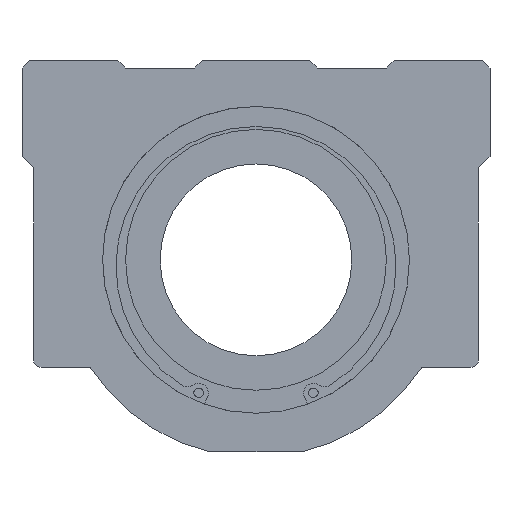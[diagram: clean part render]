
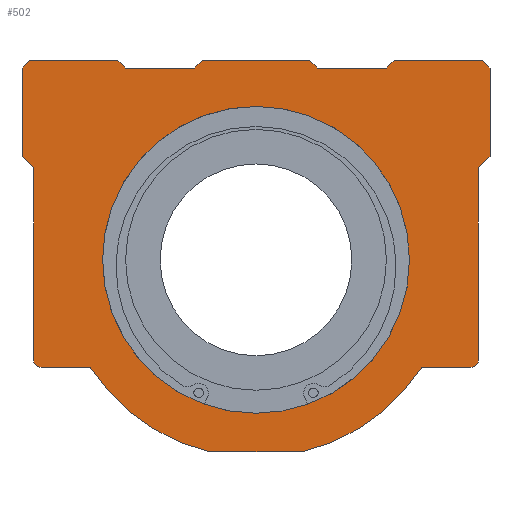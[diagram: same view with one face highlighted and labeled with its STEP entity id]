
A CAD part, left-side view. The second image highlights one B-rep face of the part: STEP entity #502.
In plain terms, the highlighted planar face has unit normal (-1, 0, 0).
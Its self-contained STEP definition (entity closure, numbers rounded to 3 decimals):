
#236=CIRCLE('',#4316,40.);
#239=CIRCLE('',#4327,2.);
#246=CIRCLE('',#4337,2.);
#247=CIRCLE('',#4339,51.5);
#248=CIRCLE('',#4340,51.5);
#502=ADVANCED_FACE('',(#882,#883),#722,.F.);
#722=PLANE('',#4341);
#882=FACE_BOUND('',#1018,.T.);
#883=FACE_BOUND('',#1019,.T.);
#1018=EDGE_LOOP('',(#2195,#2196,#2197,#2198,#2199,#2200,#2201,#2202,#2203,
#2204,#2205,#2206,#2207,#2208,#2209,#2210,#2211,#2212,#2213,#2214,#2215,
#2216,#2217,#2218));
#1019=EDGE_LOOP('',(#2219));
#1274=LINE('',#5525,#1566);
#1308=LINE('',#5996,#1600);
#1351=LINE('',#6349,#1643);
#1357=LINE('',#6363,#1649);
#1360=LINE('',#6368,#1652);
#1363=LINE('',#6374,#1655);
#1364=LINE('',#6376,#1656);
#1370=LINE('',#6392,#1662);
#1384=LINE('',#6434,#1676);
#1385=LINE('',#6438,#1677);
#1386=LINE('',#6439,#1678);
#1387=LINE('',#6441,#1679);
#1388=LINE('',#6443,#1680);
#1389=LINE('',#6445,#1681);
#1390=LINE('',#6447,#1682);
#1391=LINE('',#6448,#1683);
#1392=LINE('',#6450,#1684);
#1393=LINE('',#6452,#1685);
#1394=LINE('',#6454,#1686);
#1395=LINE('',#6456,#1687);
#1566=VECTOR('',#4518,1.);
#1600=VECTOR('',#4554,1.);
#1643=VECTOR('',#4717,1.);
#1649=VECTOR('',#4725,1.);
#1652=VECTOR('',#4730,1.);
#1655=VECTOR('',#4735,1.);
#1656=VECTOR('',#4738,1.);
#1662=VECTOR('',#4752,1.);
#1676=VECTOR('',#4788,1.);
#1677=VECTOR('',#4791,1.);
#1678=VECTOR('',#4792,1.);
#1679=VECTOR('',#4793,1.);
#1680=VECTOR('',#4794,1.);
#1681=VECTOR('',#4795,1.);
#1682=VECTOR('',#4796,1.);
#1683=VECTOR('',#4797,1.);
#1684=VECTOR('',#4798,1.);
#1685=VECTOR('',#4799,1.);
#1686=VECTOR('',#4800,1.);
#1687=VECTOR('',#4801,1.);
#2195=ORIENTED_EDGE('',*,*,#3627,.F.);
#2196=ORIENTED_EDGE('',*,*,#3630,.F.);
#2197=ORIENTED_EDGE('',*,*,#3651,.F.);
#2198=ORIENTED_EDGE('',*,*,#3652,.F.);
#2199=ORIENTED_EDGE('',*,*,#3653,.F.);
#2200=ORIENTED_EDGE('',*,*,#3654,.F.);
#2201=ORIENTED_EDGE('',*,*,#3649,.F.);
#2202=ORIENTED_EDGE('',*,*,#3516,.F.);
#2203=ORIENTED_EDGE('',*,*,#3655,.F.);
#2204=ORIENTED_EDGE('',*,*,#3656,.F.);
#2205=ORIENTED_EDGE('',*,*,#3657,.F.);
#2206=ORIENTED_EDGE('',*,*,#3658,.F.);
#2207=ORIENTED_EDGE('',*,*,#3659,.F.);
#2208=ORIENTED_EDGE('',*,*,#3622,.F.);
#2209=ORIENTED_EDGE('',*,*,#3615,.F.);
#2210=ORIENTED_EDGE('',*,*,#3618,.F.);
#2211=ORIENTED_EDGE('',*,*,#3609,.F.);
#2212=ORIENTED_EDGE('',*,*,#3621,.F.);
#2213=ORIENTED_EDGE('',*,*,#3660,.F.);
#2214=ORIENTED_EDGE('',*,*,#3661,.F.);
#2215=ORIENTED_EDGE('',*,*,#3662,.F.);
#2216=ORIENTED_EDGE('',*,*,#3663,.F.);
#2217=ORIENTED_EDGE('',*,*,#3664,.F.);
#2218=ORIENTED_EDGE('',*,*,#3452,.F.);
#2219=ORIENTED_EDGE('',*,*,#3607,.T.);
#3063=VERTEX_POINT('',#5523);
#3065=VERTEX_POINT('',#5526);
#3126=VERTEX_POINT('',#5991);
#3128=VERTEX_POINT('',#5995);
#3204=VERTEX_POINT('',#6344);
#3205=VERTEX_POINT('',#6350);
#3206=VERTEX_POINT('',#6351);
#3211=VERTEX_POINT('',#6362);
#3212=VERTEX_POINT('',#6364);
#3214=VERTEX_POINT('',#6373);
#3215=VERTEX_POINT('',#6377);
#3218=VERTEX_POINT('',#6385);
#3220=VERTEX_POINT('',#6391);
#3236=VERTEX_POINT('',#6429);
#3237=VERTEX_POINT('',#6433);
#3238=VERTEX_POINT('',#6435);
#3239=VERTEX_POINT('',#6437);
#3240=VERTEX_POINT('',#6440);
#3241=VERTEX_POINT('',#6442);
#3242=VERTEX_POINT('',#6444);
#3243=VERTEX_POINT('',#6446);
#3244=VERTEX_POINT('',#6449);
#3245=VERTEX_POINT('',#6451);
#3246=VERTEX_POINT('',#6453);
#3247=VERTEX_POINT('',#6455);
#3452=EDGE_CURVE('',#3063,#3065,#1274,.T.);
#3516=EDGE_CURVE('',#3128,#3126,#1308,.T.);
#3607=EDGE_CURVE('',#3204,#3204,#236,.T.);
#3609=EDGE_CURVE('',#3205,#3206,#1351,.T.);
#3615=EDGE_CURVE('',#3211,#3212,#1357,.T.);
#3618=EDGE_CURVE('',#3206,#3211,#1360,.T.);
#3621=EDGE_CURVE('',#3214,#3205,#1363,.T.);
#3622=EDGE_CURVE('',#3212,#3215,#1364,.T.);
#3627=EDGE_CURVE('',#3218,#3063,#239,.T.);
#3630=EDGE_CURVE('',#3220,#3218,#1370,.T.);
#3649=EDGE_CURVE('',#3126,#3236,#246,.T.);
#3651=EDGE_CURVE('',#3237,#3220,#247,.T.);
#3652=EDGE_CURVE('',#3238,#3237,#1384,.T.);
#3653=EDGE_CURVE('',#3239,#3238,#248,.T.);
#3654=EDGE_CURVE('',#3236,#3239,#1385,.T.);
#3655=EDGE_CURVE('',#3240,#3128,#1386,.T.);
#3656=EDGE_CURVE('',#3241,#3240,#1387,.T.);
#3657=EDGE_CURVE('',#3242,#3241,#1388,.T.);
#3658=EDGE_CURVE('',#3243,#3242,#1389,.T.);
#3659=EDGE_CURVE('',#3215,#3243,#1390,.T.);
#3660=EDGE_CURVE('',#3244,#3214,#1391,.T.);
#3661=EDGE_CURVE('',#3245,#3244,#1392,.T.);
#3662=EDGE_CURVE('',#3246,#3245,#1393,.T.);
#3663=EDGE_CURVE('',#3247,#3246,#1394,.T.);
#3664=EDGE_CURVE('',#3065,#3247,#1395,.T.);
#4316=AXIS2_PLACEMENT_3D('',#6343,#4707,#4708);
#4327=AXIS2_PLACEMENT_3D('',#6386,#4746,#4747);
#4337=AXIS2_PLACEMENT_3D('',#6428,#4781,#4782);
#4339=AXIS2_PLACEMENT_3D('',#6432,#4786,#4787);
#4340=AXIS2_PLACEMENT_3D('',#6436,#4789,#4790);
#4341=AXIS2_PLACEMENT_3D('',#6457,#4802,#4803);
#4518=DIRECTION('',(0.,0.,1.));
#4554=DIRECTION('',(0.,0.,-1.));
#4707=DIRECTION('',(1.,0.,0.));
#4708=DIRECTION('',(0.,-1.,0.));
#4717=DIRECTION('',(0.,-0.707,0.707));
#4725=DIRECTION('',(0.,-0.707,-0.707));
#4730=DIRECTION('',(0.,-1.,0.));
#4735=DIRECTION('',(0.,-1.,0.));
#4738=DIRECTION('',(0.,-1.,0.));
#4746=DIRECTION('',(1.,0.,0.));
#4747=DIRECTION('',(0.,0.707,-0.707));
#4752=DIRECTION('',(0.,1.,0.));
#4781=DIRECTION('',(1.,0.,0.));
#4782=DIRECTION('',(0.,-0.707,-0.707));
#4786=DIRECTION('',(1.,0.,0.));
#4787=DIRECTION('',(0.,0.,-1.));
#4788=DIRECTION('',(0.,1.,0.));
#4789=DIRECTION('',(1.,0.,0.));
#4790=DIRECTION('',(0.,0.,-1.));
#4791=DIRECTION('',(0.,1.,0.));
#4792=DIRECTION('',(0.,0.707,-0.707));
#4793=DIRECTION('',(0.,0.,-1.));
#4794=DIRECTION('',(0.,-0.707,-0.707));
#4795=DIRECTION('',(0.,-1.,0.));
#4796=DIRECTION('',(0.,-0.707,0.707));
#4797=DIRECTION('',(0.,-0.707,-0.707));
#4798=DIRECTION('',(0.,-1.,0.));
#4799=DIRECTION('',(0.,-0.707,0.707));
#4800=DIRECTION('',(0.,0.,1.));
#4801=DIRECTION('',(0.,0.707,0.707));
#4802=DIRECTION('',(1.,0.,0.));
#4803=DIRECTION('',(0.,0.,-1.));
#5523=CARTESIAN_POINT('',(0.,58.,-26.));
#5525=CARTESIAN_POINT('',(0.,58.,-26.));
#5526=CARTESIAN_POINT('',(0.,58.,24.));
#5991=CARTESIAN_POINT('',(0.,-58.,-26.));
#5995=CARTESIAN_POINT('',(0.,-58.,24.));
#5996=CARTESIAN_POINT('',(0.,-58.,24.));
#6343=CARTESIAN_POINT('',(0.,0.,0.));
#6344=CARTESIAN_POINT('',(0.,40.,0.));
#6349=CARTESIAN_POINT('',(0.,16.,50.));
#6350=CARTESIAN_POINT('',(0.,16.,50.));
#6351=CARTESIAN_POINT('',(0.,14.,52.));
#6362=CARTESIAN_POINT('',(0.,-14.,52.));
#6363=CARTESIAN_POINT('',(0.,-14.,52.));
#6364=CARTESIAN_POINT('',(0.,-16.,50.));
#6368=CARTESIAN_POINT('',(0.,14.,52.));
#6373=CARTESIAN_POINT('',(0.,34.,50.));
#6374=CARTESIAN_POINT('',(0.,34.,50.));
#6376=CARTESIAN_POINT('',(0.,-16.,50.));
#6377=CARTESIAN_POINT('',(0.,-34.,50.));
#6385=CARTESIAN_POINT('',(0.,56.,-28.));
#6386=CARTESIAN_POINT('',(0.,56.,-26.));
#6391=CARTESIAN_POINT('',(0.,43.223,-28.));
#6392=CARTESIAN_POINT('',(0.,42.027,-28.));
#6428=CARTESIAN_POINT('',(0.,-56.,-26.));
#6429=CARTESIAN_POINT('',(0.,-56.,-28.));
#6432=CARTESIAN_POINT('',(0.,0.,0.));
#6433=CARTESIAN_POINT('',(0.,12.339,-50.));
#6434=CARTESIAN_POINT('',(0.,0.,-50.));
#6435=CARTESIAN_POINT('',(0.,-12.339,-50.));
#6436=CARTESIAN_POINT('',(0.,0.,0.));
#6437=CARTESIAN_POINT('',(0.,-43.223,-28.));
#6438=CARTESIAN_POINT('',(0.,-56.,-28.));
#6439=CARTESIAN_POINT('',(0.,-61.,27.));
#6440=CARTESIAN_POINT('',(0.,-61.,27.));
#6441=CARTESIAN_POINT('',(0.,-61.,50.));
#6442=CARTESIAN_POINT('',(0.,-61.,50.));
#6443=CARTESIAN_POINT('',(0.,-59.,52.));
#6444=CARTESIAN_POINT('',(0.,-59.,52.));
#6445=CARTESIAN_POINT('',(0.,-36.,52.));
#6446=CARTESIAN_POINT('',(0.,-36.,52.));
#6447=CARTESIAN_POINT('',(0.,-34.,50.));
#6448=CARTESIAN_POINT('',(0.,36.,52.));
#6449=CARTESIAN_POINT('',(0.,36.,52.));
#6450=CARTESIAN_POINT('',(0.,59.,52.));
#6451=CARTESIAN_POINT('',(0.,59.,52.));
#6452=CARTESIAN_POINT('',(0.,61.,50.));
#6453=CARTESIAN_POINT('',(0.,61.,50.));
#6454=CARTESIAN_POINT('',(0.,61.,27.));
#6455=CARTESIAN_POINT('',(0.,61.,27.));
#6456=CARTESIAN_POINT('',(0.,58.,24.));
#6457=CARTESIAN_POINT('',(0.,0.,6.962));
